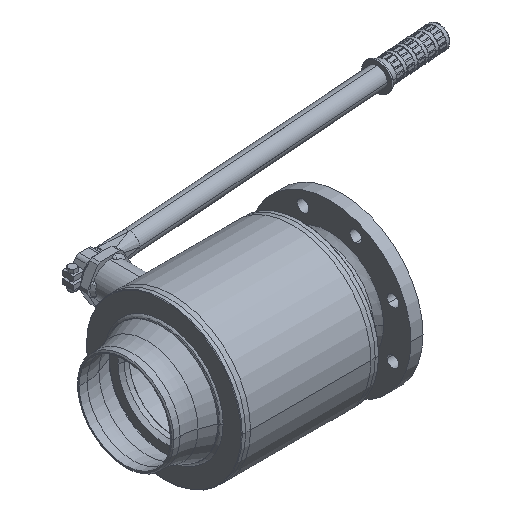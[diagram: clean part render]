
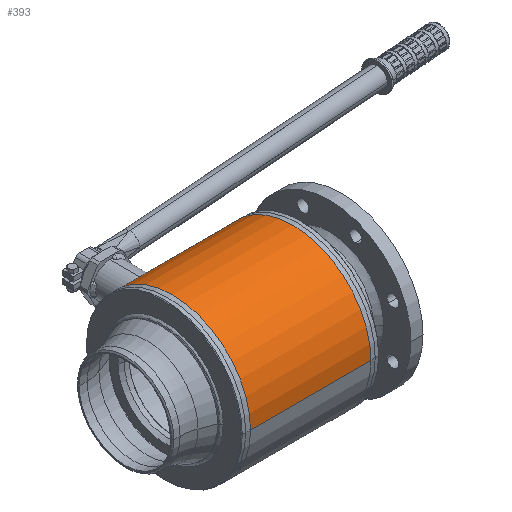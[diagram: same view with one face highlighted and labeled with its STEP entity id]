
A CAD part, isometric view. The second image highlights one B-rep face of the part: STEP entity #393.
In plain terms, the highlighted cylindrical face has radius 136.5 mm (diameter 273 mm), a partial arc.
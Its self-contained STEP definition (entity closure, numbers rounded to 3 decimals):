
#54=CARTESIAN_POINT('',(2.887,0.,0.));
#55=DIRECTION('',(1.,0.,0.));
#56=DIRECTION('',(0.,1.,0.));
#57=AXIS2_PLACEMENT_3D('',#54,#55,#56);
#63=CARTESIAN_POINT('',(141.637,136.5,0.));
#64=CARTESIAN_POINT('',(141.637,136.5,1.882));
#65=CARTESIAN_POINT('',(141.322,136.423,5.601));
#66=CARTESIAN_POINT('',(139.859,136.08,11.151));
#67=CARTESIAN_POINT('',(137.478,135.55,16.329));
#68=CARTESIAN_POINT('',(134.331,134.911,20.92));
#69=CARTESIAN_POINT('',(130.512,134.226,24.909));
#70=CARTESIAN_POINT('',(125.977,133.545,28.304));
#71=CARTESIAN_POINT('',(120.747,132.945,30.979));
#72=CARTESIAN_POINT('',(114.82,132.503,32.798));
#73=CARTESIAN_POINT('',(108.121,132.322,33.512));
#74=CARTESIAN_POINT('',(101.399,132.492,32.844));
#75=CARTESIAN_POINT('',(95.431,132.928,31.052));
#76=CARTESIAN_POINT('',(90.163,133.526,28.393));
#77=CARTESIAN_POINT('',(85.585,134.209,24.997));
#78=CARTESIAN_POINT('',(81.73,134.898,20.999));
#79=CARTESIAN_POINT('',(78.556,135.542,16.39));
#80=CARTESIAN_POINT('',(76.156,136.077,11.196));
#81=CARTESIAN_POINT('',(74.681,136.423,5.627));
#82=CARTESIAN_POINT('',(74.363,136.5,1.891));
#83=CARTESIAN_POINT('',(74.363,136.5,0.));
#85=DIRECTION('',(-1.,0.,0.));
#86=VECTOR('',#85,71.476);
#87=CARTESIAN_POINT('',(213.113,136.5,0.));
#88=LINE('',#87,#86);
#89=CARTESIAN_POINT('',(213.113,0.,0.));
#90=DIRECTION('',(1.,0.,0.));
#91=DIRECTION('',(0.,1.,0.));
#92=AXIS2_PLACEMENT_3D('',#89,#90,#91);
#94=DIRECTION('',(-1.,0.,0.));
#95=VECTOR('',#94,210.226);
#96=CARTESIAN_POINT('',(213.113,-136.5,0.));
#97=LINE('',#96,#95);
#98=DIRECTION('',(-1.,0.,0.));
#99=VECTOR('',#98,71.476);
#100=CARTESIAN_POINT('',(74.363,136.5,0.));
#101=LINE('',#100,#99);
#110=CARTESIAN_POINT('',(74.363,136.5,0.));
#130=CARTESIAN_POINT('',(141.637,136.5,0.));
#284=CARTESIAN_POINT('',(213.113,136.5,0.));
#286=VERTEX_POINT('',#284);
#287=CARTESIAN_POINT('',(2.887,136.5,0.));
#289=VERTEX_POINT('',#287);
#292=CARTESIAN_POINT('',(213.113,-136.5,0.));
#294=VERTEX_POINT('',#292);
#295=CARTESIAN_POINT('',(2.887,-136.5,0.));
#296=VERTEX_POINT('',#295);
#299=VERTEX_POINT('',#110);
#300=VERTEX_POINT('',#130);
#375=CARTESIAN_POINT('',(226.8,0.,0.));
#376=DIRECTION('',(-1.,0.,0.));
#377=DIRECTION('',(0.,1.,0.));
#378=AXIS2_PLACEMENT_3D('',#375,#376,#377);
#379=CYLINDRICAL_SURFACE('',#378,136.5);
#381=ORIENTED_EDGE('',*,*,#380,.F.);
#383=ORIENTED_EDGE('',*,*,#382,.F.);
#385=ORIENTED_EDGE('',*,*,#384,.T.);
#387=ORIENTED_EDGE('',*,*,#386,.T.);
#388=ORIENTED_EDGE('',*,*,#368,.F.);
#390=ORIENTED_EDGE('',*,*,#389,.F.);
#391=EDGE_LOOP('',(#381,#383,#385,#387,#388,#390));
#392=FACE_OUTER_BOUND('',#391,.F.);
#393=ADVANCED_FACE('',(#392),#379,.T.);
#58=CIRCLE('',#57,136.5);
#84=B_SPLINE_CURVE_WITH_KNOTS('',3,(#63,#64,#65,#66,#67,#68,#69,#70,#71,#72,#73,
#74,#75,#76,#77,#78,#79,#80,#81,#82,#83),.UNSPECIFIED.,.F.,.F.,(4,1,1,1,1,1,1,1,
1,1,1,1,1,1,1,1,1,1,4),(0.,0.056,0.111,
0.167,0.222,0.278,0.333,
0.389,0.444,0.5,0.556,0.611,
0.667,0.722,0.778,0.833,
0.889,0.944,1.),.UNSPECIFIED.);
#93=CIRCLE('',#92,136.5);
#368=EDGE_CURVE('',#289,#296,#58,.T.);
#380=EDGE_CURVE('',#300,#299,#84,.T.);
#382=EDGE_CURVE('',#286,#300,#88,.T.);
#384=EDGE_CURVE('',#286,#294,#93,.T.);
#386=EDGE_CURVE('',#294,#296,#97,.T.);
#389=EDGE_CURVE('',#299,#289,#101,.T.);
